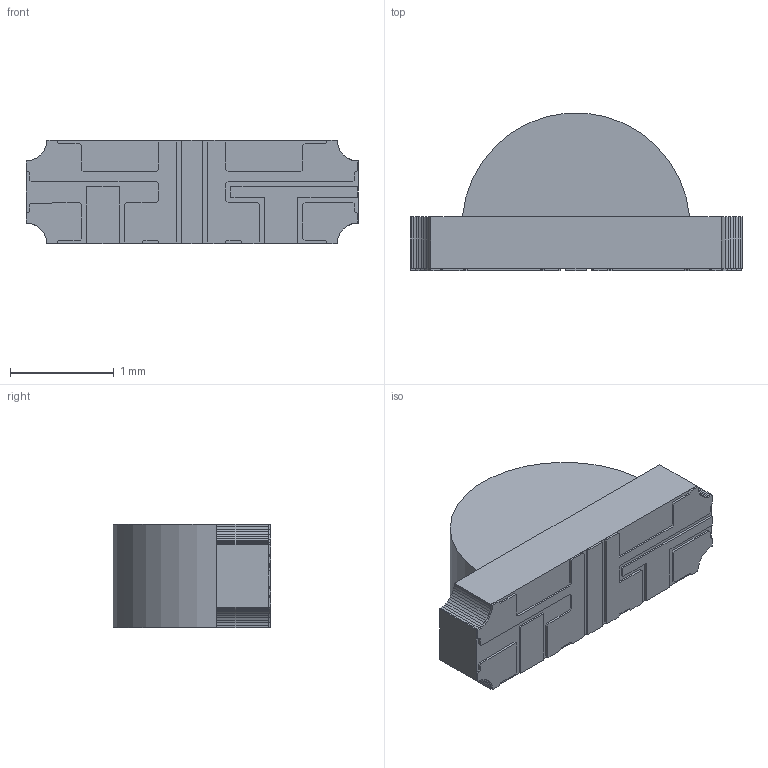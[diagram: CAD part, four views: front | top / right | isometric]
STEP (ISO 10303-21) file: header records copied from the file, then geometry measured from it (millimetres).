
FILE_DESCRIPTION(('FreeCAD Model'),'2;1');
FILE_NAME('LED_WE_WL_SFSW_3_2x1_5mm_Horizontal.step','2020-06-06T14:53:25',( 'kicad StepUp'),('ksu MCAD'),'Open CASCADE STEP processor 7.3', 'FreeCAD','Unknown');
FILE_SCHEMA(('AUTOMOTIVE_DESIGN { 1 0 10303 214 1 1 1 1 }'));
Length unit declared in the file: millimetre
Products named in the file (1): LED_WE_WL_SFSW_3_2x1_5mm_Horizontal
Bounding box: 3.2 x 1.52 x 1 mm (x, y, z)
Volume: 3.3 mm3; surface area: 15.1 mm2
Topology: 1 solids, 1 shells, 256 faces, 733 edges, 482 vertices
Faces by surface type: plane 255, cylinder 1
Entity records: 9965 total; most frequent: CARTESIAN_POINT 1472, ORIENTED_EDGE 1466, DIRECTION 1249, EDGE_CURVE 733, LINE 731, VECTOR 731, VERTEX_POINT 482, AXIS2_PLACEMENT_3D 259
